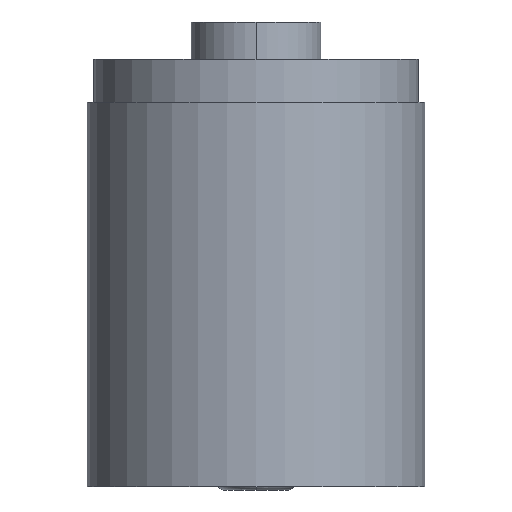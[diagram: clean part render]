
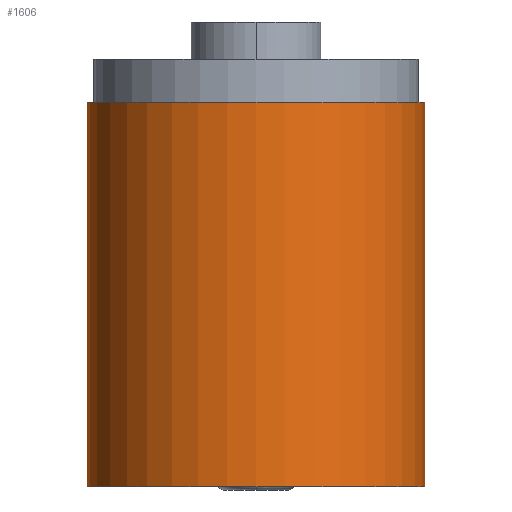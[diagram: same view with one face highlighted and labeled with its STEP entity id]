
A CAD part, front view. The second image highlights one B-rep face of the part: STEP entity #1606.
In plain terms, the highlighted cylindrical face has radius 24.74 mm (diameter 49.479 mm), a partial arc.
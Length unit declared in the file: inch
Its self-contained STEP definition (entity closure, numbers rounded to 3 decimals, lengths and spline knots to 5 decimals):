
#155=CARTESIAN_POINT('',(0.,0.,0.));
#156=DIRECTION('',(0.,0.,1.));
#157=DIRECTION('',(-0.939,0.344,0.));
#158=AXIS2_PLACEMENT_3D('',#155,#156,#157);
#273=DIRECTION('',(0.,0.,1.));
#274=VECTOR('',#273,2.218);
#275=CARTESIAN_POINT('',(0.91469,0.33469,0.));
#276=LINE('',#275,#274);
#280=DIRECTION('',(0.,0.,1.));
#281=VECTOR('',#280,2.218);
#282=CARTESIAN_POINT('',(-0.91469,0.33469,0.));
#283=LINE('',#282,#281);
#308=CARTESIAN_POINT('',(0.,0.,2.218));
#309=DIRECTION('',(0.,0.,1.));
#310=DIRECTION('',(-0.939,0.344,0.));
#311=AXIS2_PLACEMENT_3D('',#308,#309,#310);
#1175=CARTESIAN_POINT('',(-0.91469,0.33469,0.));
#1176=VERTEX_POINT('',#1175);
#1177=CARTESIAN_POINT('',(0.91469,0.33469,0.));
#1178=VERTEX_POINT('',#1177);
#1183=CARTESIAN_POINT('',(-0.91469,0.33469,2.218));
#1184=VERTEX_POINT('',#1183);
#1185=CARTESIAN_POINT('',(0.91469,0.33469,2.218));
#1186=VERTEX_POINT('',#1185);
#1593=CARTESIAN_POINT('',(0.,0.,0.));
#1594=DIRECTION('',(0.,0.,1.));
#1595=DIRECTION('',(1.,0.,0.));
#1596=AXIS2_PLACEMENT_3D('',#1593,#1594,#1595);
#1597=CYLINDRICAL_SURFACE('',#1596,0.974);
#1598=ORIENTED_EDGE('',*,*,#1522,.F.);
#1600=ORIENTED_EDGE('',*,*,#1599,.T.);
#1602=ORIENTED_EDGE('',*,*,#1601,.T.);
#1603=ORIENTED_EDGE('',*,*,#1585,.F.);
#1604=EDGE_LOOP('',(#1598,#1600,#1602,#1603));
#1605=FACE_OUTER_BOUND('',#1604,.F.);
#159=CIRCLE('',#158,0.974);
#312=CIRCLE('',#311,0.974);
#1522=EDGE_CURVE('',#1176,#1178,#159,.T.);
#1585=EDGE_CURVE('',#1178,#1186,#276,.T.);
#1599=EDGE_CURVE('',#1176,#1184,#283,.T.);
#1601=EDGE_CURVE('',#1184,#1186,#312,.T.);
#1606=ADVANCED_FACE('',(#1605),#1597,.T.);
